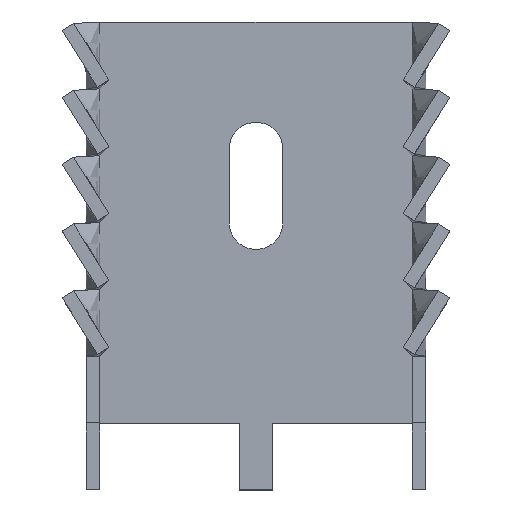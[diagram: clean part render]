
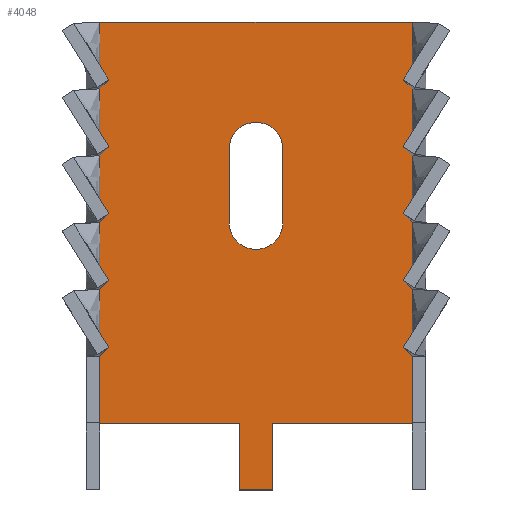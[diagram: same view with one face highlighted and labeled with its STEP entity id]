
A CAD part, top view. The second image highlights one B-rep face of the part: STEP entity #4048.
In plain terms, the highlighted planar face has unit normal (0, 0, 1).
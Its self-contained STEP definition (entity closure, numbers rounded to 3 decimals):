
#85 = DIRECTION ( 'NONE',  ( 1., 0., 0. ) ) ;
#119 = DIRECTION ( 'NONE',  ( 0., 0., -1. ) ) ;
#144 = DIRECTION ( 'NONE',  ( 1., 0., 0. ) ) ;
#181 = CARTESIAN_POINT ( 'NONE',  ( 13.95, 5., 1. ) ) ;
#230 = VERTEX_POINT ( 'NONE', #9672 ) ;
#237 = CARTESIAN_POINT ( 'NONE',  ( 12.69, 25.51, 1. ) ) ;
#300 = EDGE_CURVE ( 'NONE', #3706, #3339, #2085, .T. ) ;
#309 = CIRCLE ( 'NONE', #4885, 1.99 ) ;
#394 = VECTOR ( 'NONE', #1898, 1000. ) ;
#403 = PLANE ( 'NONE',  #6001 ) ;
#485 = VERTEX_POINT ( 'NONE', #7579 ) ;
#499 = EDGE_LOOP ( 'NONE', ( #6525, #2092, #6414, #7295, #9907, #4827, #2690, #550 ) ) ;
#550 = ORIENTED_EDGE ( 'NONE', *, *, #1368, .F. ) ;
#700 = VERTEX_POINT ( 'NONE', #7915 ) ;
#714 = ORIENTED_EDGE ( 'NONE', *, *, #4426, .T. ) ;
#759 = CARTESIAN_POINT ( 'NONE',  ( 12.71, 18., 1. ) ) ;
#818 = EDGE_CURVE ( 'NONE', #8737, #3339, #5110, .T. ) ;
#1032 = DIRECTION ( 'NONE',  ( 1., 0., 0. ) ) ;
#1046 = LINE ( 'NONE', #6493, #2654 ) ;
#1126 = ORIENTED_EDGE ( 'NONE', *, *, #7737, .T. ) ;
#1172 = DIRECTION ( 'NONE',  ( 0., 0., -1. ) ) ;
#1299 = EDGE_CURVE ( 'NONE', #5385, #8737, #4680, .T. ) ;
#1368 = EDGE_CURVE ( 'NONE', #5929, #1539, #8383, .T. ) ;
#1389 = ORIENTED_EDGE ( 'NONE', *, *, #9578, .T. ) ;
#1424 = AXIS2_PLACEMENT_3D ( 'NONE', #237, #1172, #1032 ) ;
#1539 = VERTEX_POINT ( 'NONE', #759 ) ;
#1562 = CARTESIAN_POINT ( 'NONE',  ( 13.95, 0., 1. ) ) ;
#1595 = DIRECTION ( 'NONE',  ( 0., 0., -1. ) ) ;
#1746 = CARTESIAN_POINT ( 'NONE',  ( 13.95, -0.3, 1. ) ) ;
#1771 = VERTEX_POINT ( 'NONE', #3868 ) ;
#1790 = ORIENTED_EDGE ( 'NONE', *, *, #1299, .T. ) ;
#1871 = EDGE_CURVE ( 'NONE', #700, #7362, #1046, .T. ) ;
#1898 = DIRECTION ( 'NONE',  ( -1., 0., 0. ) ) ;
#2061 = CARTESIAN_POINT ( 'NONE',  ( 11.45, 5., 1. ) ) ;
#2085 = LINE ( 'NONE', #3532, #9499 ) ;
#2092 = ORIENTED_EDGE ( 'NONE', *, *, #3151, .F. ) ;
#2113 = LINE ( 'NONE', #2061, #7840 ) ;
#2123 = DIRECTION ( 'NONE',  ( 1., 0., 0. ) ) ;
#2124 = AXIS2_PLACEMENT_3D ( 'NONE', #8951, #4431, #7431 ) ;
#2242 = EDGE_CURVE ( 'NONE', #4863, #1771, #7869, .T. ) ;
#2340 = EDGE_CURVE ( 'NONE', #485, #230, #5840, .T. ) ;
#2508 = CARTESIAN_POINT ( 'NONE',  ( 1., 35., 1. ) ) ;
#2654 = VECTOR ( 'NONE', #144, 1000. ) ;
#2690 = ORIENTED_EDGE ( 'NONE', *, *, #5684, .T. ) ;
#3151 = EDGE_CURVE ( 'NONE', #3771, #9469, #5842, .T. ) ;
#3252 = VERTEX_POINT ( 'NONE', #6942 ) ;
#3267 = CARTESIAN_POINT ( 'NONE',  ( 12.69, 18., 1. ) ) ;
#3305 = VECTOR ( 'NONE', #6706, 1000. ) ;
#3331 = CARTESIAN_POINT ( 'NONE',  ( 24.4, 35., 1. ) ) ;
#3339 = VERTEX_POINT ( 'NONE', #3331 ) ;
#3516 = VECTOR ( 'NONE', #8966, 1000. ) ;
#3532 = CARTESIAN_POINT ( 'NONE',  ( 0., 35., 1. ) ) ;
#3684 = CARTESIAN_POINT ( 'NONE',  ( 10.7, 25.51, 1. ) ) ;
#3706 = VERTEX_POINT ( 'NONE', #2508 ) ;
#3771 = VERTEX_POINT ( 'NONE', #3684 ) ;
#3809 = DIRECTION ( 'NONE',  ( -1., 0., 0. ) ) ;
#3868 = CARTESIAN_POINT ( 'NONE',  ( 12.69, 27.5, 1. ) ) ;
#3948 = CIRCLE ( 'NONE', #2124, 1.99 ) ;
#4048 = ADVANCED_FACE ( 'NONE', ( #7482, #8291 ), #403, .T. ) ;
#4109 = DIRECTION ( 'NONE',  ( 0., 1., 0. ) ) ;
#4147 = VECTOR ( 'NONE', #3809, 1000. ) ;
#4368 = CIRCLE ( 'NONE', #1424, 1.99 ) ;
#4426 = EDGE_CURVE ( 'NONE', #7362, #3252, #2113, .T. ) ;
#4430 = CARTESIAN_POINT ( 'NONE',  ( 1., 36.02, 1. ) ) ;
#4431 = DIRECTION ( 'NONE',  ( 0., 0., -1. ) ) ;
#4680 = LINE ( 'NONE', #8432, #5122 ) ;
#4827 = ORIENTED_EDGE ( 'NONE', *, *, #2340, .F. ) ;
#4854 = VERTEX_POINT ( 'NONE', #1562 ) ;
#4863 = VERTEX_POINT ( 'NONE', #8606 ) ;
#4885 = AXIS2_PLACEMENT_3D ( 'NONE', #5487, #1595, #7156 ) ;
#5038 = CARTESIAN_POINT ( 'NONE',  ( 11.45, 5., 1. ) ) ;
#5097 = CIRCLE ( 'NONE', #5906, 1.99 ) ;
#5110 = LINE ( 'NONE', #10068, #3305 ) ;
#5122 = VECTOR ( 'NONE', #85, 1000. ) ;
#5191 = CARTESIAN_POINT ( 'NONE',  ( 10.7, 18., 1. ) ) ;
#5201 = DIRECTION ( 'NONE',  ( 0., -1., 0. ) ) ;
#5219 = LINE ( 'NONE', #6818, #9711 ) ;
#5379 = EDGE_CURVE ( 'NONE', #3771, #1771, #4368, .T. ) ;
#5385 = VERTEX_POINT ( 'NONE', #181 ) ;
#5487 = CARTESIAN_POINT ( 'NONE',  ( 12.71, 19.99, 1. ) ) ;
#5612 = LINE ( 'NONE', #9341, #4147 ) ;
#5652 = LINE ( 'NONE', #1746, #8866 ) ;
#5684 = EDGE_CURVE ( 'NONE', #485, #1539, #309, .T. ) ;
#5781 = EDGE_LOOP ( 'NONE', ( #1126, #1790, #8667, #7338, #1389, #7194, #714, #6045 ) ) ;
#5788 = VECTOR ( 'NONE', #9270, 1000. ) ;
#5792 = CARTESIAN_POINT ( 'NONE',  ( 10.7, 19.99, 1. ) ) ;
#5840 = LINE ( 'NONE', #8965, #5788 ) ;
#5842 = LINE ( 'NONE', #9725, #3516 ) ;
#5906 = AXIS2_PLACEMENT_3D ( 'NONE', #8682, #119, #9265 ) ;
#5929 = VERTEX_POINT ( 'NONE', #3267 ) ;
#6001 = AXIS2_PLACEMENT_3D ( 'NONE', #4430, #7643, #2123 ) ;
#6003 = DIRECTION ( 'NONE',  ( 1., 0., 0. ) ) ;
#6045 = ORIENTED_EDGE ( 'NONE', *, *, #9017, .F. ) ;
#6321 = CARTESIAN_POINT ( 'NONE',  ( 14.7, 27.5, 1. ) ) ;
#6414 = ORIENTED_EDGE ( 'NONE', *, *, #5379, .T. ) ;
#6493 = CARTESIAN_POINT ( 'NONE',  ( 1., 5., 1. ) ) ;
#6525 = ORIENTED_EDGE ( 'NONE', *, *, #7893, .T. ) ;
#6706 = DIRECTION ( 'NONE',  ( 0., 1., 0. ) ) ;
#6818 = CARTESIAN_POINT ( 'NONE',  ( 1., 36.02, 1. ) ) ;
#6942 = CARTESIAN_POINT ( 'NONE',  ( 11.45, 0., 1. ) ) ;
#7156 = DIRECTION ( 'NONE',  ( 1., 0., 0. ) ) ;
#7194 = ORIENTED_EDGE ( 'NONE', *, *, #1871, .T. ) ;
#7295 = ORIENTED_EDGE ( 'NONE', *, *, #2242, .F. ) ;
#7338 = ORIENTED_EDGE ( 'NONE', *, *, #300, .F. ) ;
#7362 = VERTEX_POINT ( 'NONE', #5038 ) ;
#7431 = DIRECTION ( 'NONE',  ( 1., 0., 0. ) ) ;
#7482 = FACE_BOUND ( 'NONE', #499, .T. ) ;
#7494 = DIRECTION ( 'NONE',  ( 1., 0., 0. ) ) ;
#7579 = CARTESIAN_POINT ( 'NONE',  ( 14.7, 19.99, 1. ) ) ;
#7643 = DIRECTION ( 'NONE',  ( 0., 0., 1. ) ) ;
#7737 = EDGE_CURVE ( 'NONE', #4854, #5385, #5652, .T. ) ;
#7840 = VECTOR ( 'NONE', #5201, 1000. ) ;
#7869 = LINE ( 'NONE', #6321, #394 ) ;
#7893 = EDGE_CURVE ( 'NONE', #5929, #9469, #5097, .T. ) ;
#7915 = CARTESIAN_POINT ( 'NONE',  ( 1., 5., 1. ) ) ;
#8056 = CARTESIAN_POINT ( 'NONE',  ( 24.4, 5., 1. ) ) ;
#8079 = EDGE_CURVE ( 'NONE', #4863, #230, #3948, .T. ) ;
#8093 = VECTOR ( 'NONE', #6003, 1000. ) ;
#8291 = FACE_OUTER_BOUND ( 'NONE', #5781, .T. ) ;
#8383 = LINE ( 'NONE', #5191, #8093 ) ;
#8411 = DIRECTION ( 'NONE',  ( 0., -1., 0. ) ) ;
#8432 = CARTESIAN_POINT ( 'NONE',  ( 13.95, 5., 1. ) ) ;
#8606 = CARTESIAN_POINT ( 'NONE',  ( 12.71, 27.5, 1. ) ) ;
#8667 = ORIENTED_EDGE ( 'NONE', *, *, #818, .T. ) ;
#8682 = CARTESIAN_POINT ( 'NONE',  ( 12.69, 19.99, 1. ) ) ;
#8737 = VERTEX_POINT ( 'NONE', #8056 ) ;
#8866 = VECTOR ( 'NONE', #4109, 1000. ) ;
#8951 = CARTESIAN_POINT ( 'NONE',  ( 12.71, 25.51, 1. ) ) ;
#8965 = CARTESIAN_POINT ( 'NONE',  ( 14.7, 18., 1. ) ) ;
#8966 = DIRECTION ( 'NONE',  ( 0., -1., 0. ) ) ;
#9017 = EDGE_CURVE ( 'NONE', #4854, #3252, #5612, .T. ) ;
#9265 = DIRECTION ( 'NONE',  ( 1., 0., 0. ) ) ;
#9270 = DIRECTION ( 'NONE',  ( 0., 1., 0. ) ) ;
#9341 = CARTESIAN_POINT ( 'NONE',  ( 25.4, 0., 1. ) ) ;
#9469 = VERTEX_POINT ( 'NONE', #5792 ) ;
#9499 = VECTOR ( 'NONE', #7494, 1000. ) ;
#9578 = EDGE_CURVE ( 'NONE', #3706, #700, #5219, .T. ) ;
#9672 = CARTESIAN_POINT ( 'NONE',  ( 14.7, 25.51, 1. ) ) ;
#9711 = VECTOR ( 'NONE', #8411, 1000. ) ;
#9725 = CARTESIAN_POINT ( 'NONE',  ( 10.7, 27.5, 1. ) ) ;
#9907 = ORIENTED_EDGE ( 'NONE', *, *, #8079, .T. ) ;
#10068 = CARTESIAN_POINT ( 'NONE',  ( 24.4, 36.02, 1. ) ) ;
